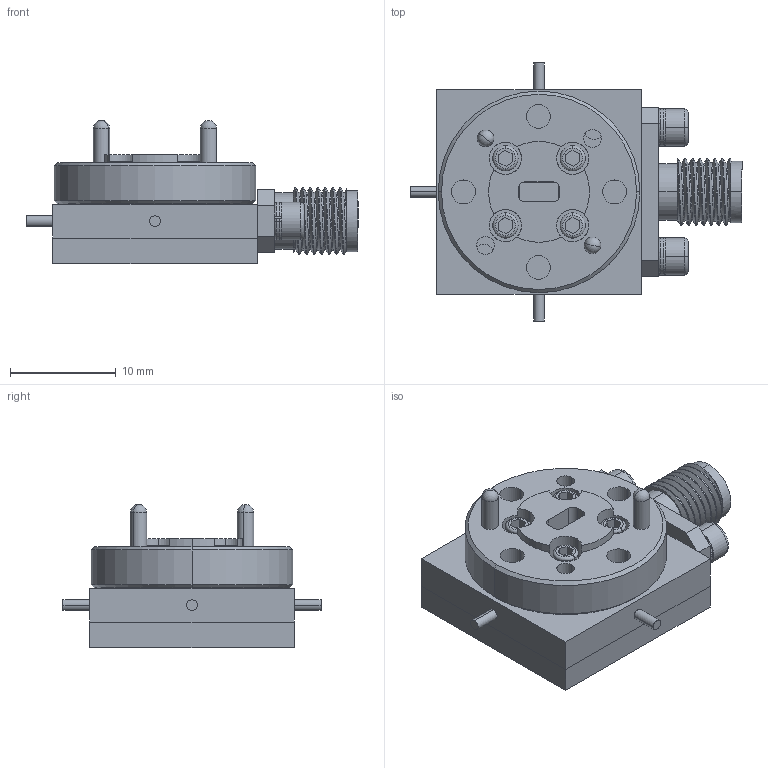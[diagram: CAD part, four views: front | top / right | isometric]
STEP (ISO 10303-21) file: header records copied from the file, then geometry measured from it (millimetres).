
FILE_DESCRIPTION (( 'STEP AP214' ), '1' );
FILE_NAME ('V-2X Outline Assembly.STEP', '2019-12-20T16:18:10', ( '' ), ( '' ), 'SwSTEP 2.0', 'SolidWorks 2019', '' );
FILE_SCHEMA (( 'AUTOMOTIVE_DESIGN' ));
Length unit declared in the file: millimetre
Products named in the file (15): 2-56 SOCKET HEAD SCREW HEAD_1; Guide_Pin; WR15_Button-Flange_RevA; Part6^V-2X Outline Assembly; V-2X RF Block Outline; 2-56 Socket Head With Split Lock; 2-56_Washer_Split-Lock; V-2X Backplate Outline; 2-56_SH_FH; V-2X Outline Assembly; 0-80_Socket-Head; K-Connector; Part7^V-2X Outline Assembly; Part8^V-2X Outline Assembly
Assembly tree (23 placements, depth 3):
  V-2X Outline Assembly
    V-2X Backplate Outline
    V-2X RF Block Outline
    Part6^V-2X Outline Assembly
    Part7^V-2X Outline Assembly
    Part8^V-2X Outline Assembly
    K-Connector
    WR15_Button-Flange_RevA
    2-56_SH_FH  x4
    Guide_Pin  x2
    2-56 Socket Head With Split Lock
      2-56 SOCKET HEAD SCREW HEAD_1
      2-56_Washer_Split-Lock
    2-56 Socket Head With Split Lock
      2-56 SOCKET HEAD SCREW HEAD_1
      2-56_Washer_Split-Lock
    0-80_Socket-Head  x4
Bounding box: 31.37 x 24.38 x 13.53 mm (x, y, z)
Volume: 3382.1 mm3; surface area: 4302 mm2
Topology: 21 solids, 21 shells, 405 faces, 954 edges, 608 vertices
Faces by surface type: cylinder 163, plane 159, torus 44, cone 32, bspline 7
Entity records: 10167 total; most frequent: CARTESIAN_POINT 2618, DIRECTION 1466, ORIENTED_EDGE 1284, EDGE_CURVE 642, AXIS2_PLACEMENT_3D 587, VERTEX_POINT 416, EDGE_LOOP 326, CIRCLE 304
